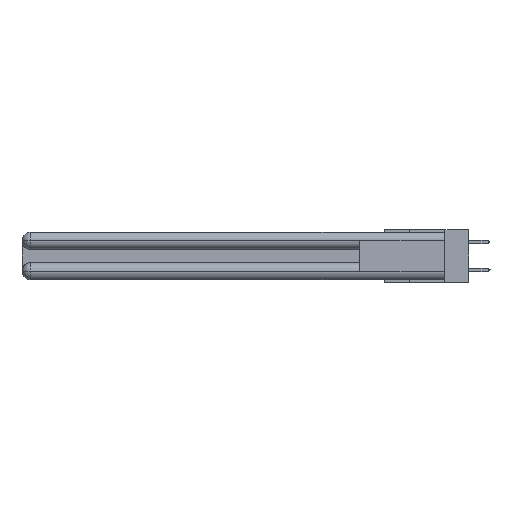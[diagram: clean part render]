
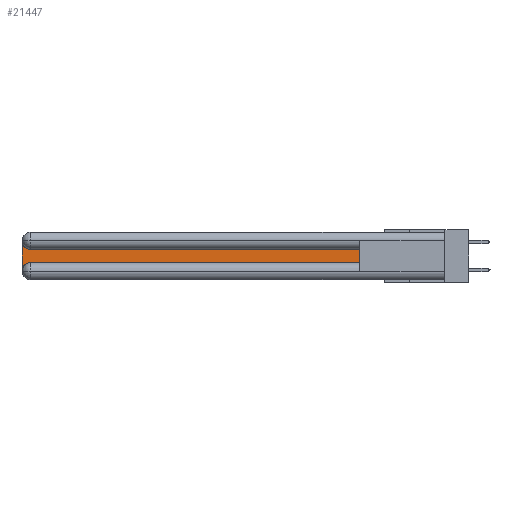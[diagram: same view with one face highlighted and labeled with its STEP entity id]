
A CAD part, left-side view. The second image highlights one B-rep face of the part: STEP entity #21447.
In plain terms, the highlighted planar face has unit normal (-1, 0, 0).
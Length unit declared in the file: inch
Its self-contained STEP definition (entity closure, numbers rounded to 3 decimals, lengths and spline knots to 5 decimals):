
#211 = LINE ( 'NONE', #15696, #26935 ) ;
#1478 = DIRECTION ( 'NONE',  ( 1., 0., 0. ) ) ;
#1579 = DIRECTION ( 'NONE',  ( 1., 0., 0. ) ) ;
#1769 = ORIENTED_EDGE ( 'NONE', *, *, #18031, .T. ) ;
#2351 = VERTEX_POINT ( 'NONE', #19202 ) ;
#2868 = CARTESIAN_POINT ( 'NONE',  ( 0.075, 3., -0.0625 ) ) ;
#2906 = VECTOR ( 'NONE', #7534, 39.37008 ) ;
#3792 = DIRECTION ( 'NONE',  ( 0., 0., -1. ) ) ;
#4089 = CARTESIAN_POINT ( 'NONE',  ( 0.075, 0.6, -0.2175 ) ) ;
#4443 = DIRECTION ( 'NONE',  ( 0., 0., -1. ) ) ;
#4515 = ORIENTED_EDGE ( 'NONE', *, *, #5357, .T. ) ;
#5357 = EDGE_CURVE ( 'NONE', #2351, #18881, #211, .T. ) ;
#6116 = ORIENTED_EDGE ( 'NONE', *, *, #11071, .T. ) ;
#6132 = CARTESIAN_POINT ( 'NONE',  ( 0.075, 3., -0.2175 ) ) ;
#7534 = DIRECTION ( 'NONE',  ( 0., 0., 1. ) ) ;
#7752 = AXIS2_PLACEMENT_3D ( 'NONE', #10748, #1579, #3792 ) ;
#8607 = LINE ( 'NONE', #23779, #2906 ) ;
#10088 = EDGE_CURVE ( 'NONE', #13712, #14367, #27756, .T. ) ;
#10590 = ORIENTED_EDGE ( 'NONE', *, *, #26200, .T. ) ;
#10748 = CARTESIAN_POINT ( 'NONE',  ( 0.075, 3., -0.1225 ) ) ;
#11071 = EDGE_CURVE ( 'NONE', #20083, #21396, #25616, .T. ) ;
#11127 = FACE_OUTER_BOUND ( 'NONE', #12462, .T. ) ;
#12462 = EDGE_LOOP ( 'NONE', ( #4515, #10590, #19353, #1769, #6116, #15155 ) ) ;
#12867 = DIRECTION ( 'NONE',  ( 0., 0., -1. ) ) ;
#13487 = DIRECTION ( 'NONE',  ( 0., 1., 0. ) ) ;
#13712 = VERTEX_POINT ( 'NONE', #2868 ) ;
#14229 = VECTOR ( 'NONE', #4443, 39.37008 ) ;
#14367 = VERTEX_POINT ( 'NONE', #18494 ) ;
#15155 = ORIENTED_EDGE ( 'NONE', *, *, #23639, .T. ) ;
#15381 = CARTESIAN_POINT ( 'NONE',  ( 0.075, 2.94, -0.0625 ) ) ;
#15696 = CARTESIAN_POINT ( 'NONE',  ( 0.075, 0.6, -0.1225 ) ) ;
#15702 = AXIS2_PLACEMENT_3D ( 'NONE', #15381, #1478, #29218 ) ;
#16017 = CIRCLE ( 'NONE', #15702, 0.06 ) ;
#18031 = EDGE_CURVE ( 'NONE', #14367, #20083, #23483, .T. ) ;
#18071 = CARTESIAN_POINT ( 'NONE',  ( 0.075, 2.94, -0.1225 ) ) ;
#18217 = AXIS2_PLACEMENT_3D ( 'NONE', #21922, #24193, #12867 ) ;
#18494 = CARTESIAN_POINT ( 'NONE',  ( 0.075, 3., -0.2775 ) ) ;
#18881 = VERTEX_POINT ( 'NONE', #18071 ) ;
#19202 = CARTESIAN_POINT ( 'NONE',  ( 0.075, 0.6, -0.1225 ) ) ;
#19353 = ORIENTED_EDGE ( 'NONE', *, *, #10088, .T. ) ;
#19593 = VECTOR ( 'NONE', #23585, 39.37008 ) ;
#20083 = VERTEX_POINT ( 'NONE', #22640 ) ;
#21396 = VERTEX_POINT ( 'NONE', #4089 ) ;
#21447 = ADVANCED_FACE ( 'NONE', ( #11127 ), #29133, .F. ) ;
#21922 = CARTESIAN_POINT ( 'NONE',  ( 0.075, 2.94, -0.2775 ) ) ;
#22640 = CARTESIAN_POINT ( 'NONE',  ( 0.075, 2.94, -0.2175 ) ) ;
#23483 = CIRCLE ( 'NONE', #18217, 0.06 ) ;
#23585 = DIRECTION ( 'NONE',  ( 0., -1., 0. ) ) ;
#23639 = EDGE_CURVE ( 'NONE', #21396, #2351, #8607, .T. ) ;
#23779 = CARTESIAN_POINT ( 'NONE',  ( 0.075, 0.6, -0.2175 ) ) ;
#24193 = DIRECTION ( 'NONE',  ( 1., 0., 0. ) ) ;
#25616 = LINE ( 'NONE', #26067, #19593 ) ;
#26067 = CARTESIAN_POINT ( 'NONE',  ( 0.075, 0.6, -0.2175 ) ) ;
#26200 = EDGE_CURVE ( 'NONE', #18881, #13712, #16017, .T. ) ;
#26935 = VECTOR ( 'NONE', #13487, 39.37008 ) ;
#27756 = LINE ( 'NONE', #6132, #14229 ) ;
#29133 = PLANE ( 'NONE',  #7752 ) ;
#29218 = DIRECTION ( 'NONE',  ( 0., 0., -1. ) ) ;
